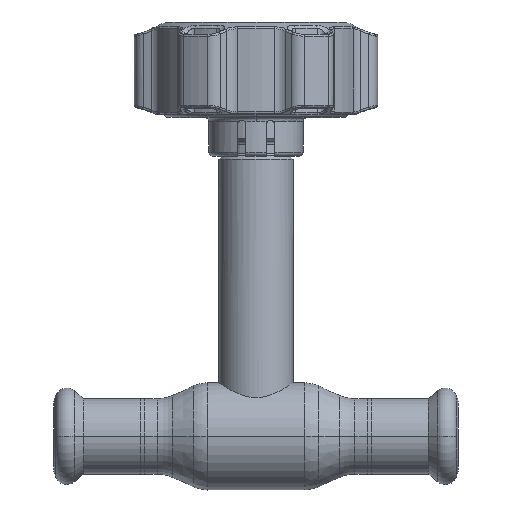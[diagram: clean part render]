
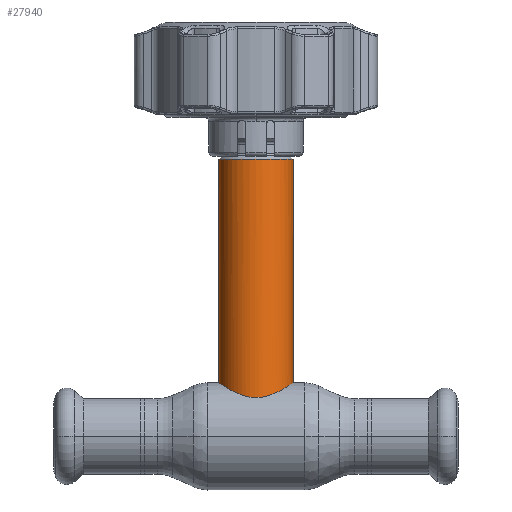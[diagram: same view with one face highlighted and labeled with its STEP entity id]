
A CAD part, top view. The second image highlights one B-rep face of the part: STEP entity #27940.
In plain terms, the highlighted cylindrical face has radius 9 mm (diameter 18 mm), a partial arc.
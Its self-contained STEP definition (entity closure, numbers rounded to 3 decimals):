
#111 = CARTESIAN_POINT ( 'NONE',  ( 9., 0., 0. ) ) ;
#725 = CARTESIAN_POINT ( 'NONE',  ( 8.985, 12.989, 0.61 ) ) ;
#902 = CARTESIAN_POINT ( 'NONE',  ( 8.922, 12.946, 1.22 ) ) ;
#1087 = CARTESIAN_POINT ( 'NONE',  ( 8.875, 12.914, 1.525 ) ) ;
#1202 = CYLINDRICAL_SURFACE ( 'NONE', #31225, 9. ) ;
#1975 = B_SPLINE_CURVE_WITH_KNOTS ( 'NONE', 3,
 ( #13613, #24941, #19282, #2432, #2625, #13791, #19465, #5547, #16724, #27918, #14824, #17583, #32260, #7133, #28783, #14129, #35004, #23055, #9850, #20864, #26370, #21037, #9325, #9516, #29162, #18299, #34292, #20696, #29535, #25309, #12061, #29350, #4202, #3841, #26005, #15385, #20498, #15006, #12249, #1087, #902, #725, #11883, #23243 ),
 .UNSPECIFIED., .F., .F.,
 ( 4, 2, 2, 2, 2, 2, 2, 2, 2, 2, 2, 2, 2, 2, 2, 2, 2, 2, 2, 2, 2, 4 ),
 ( 0., 0.002, 0.004, 0.005, 0.007, 0.009, 0.011, 0.012, 0.013, 0.014, 0.015, 0.016, 0.018, 0.019, 0.02, 0.022, 0.024, 0.025, 0.026, 0.027, 0.028, 0.029 ),
 .UNSPECIFIED. ) ;
#2432 = CARTESIAN_POINT ( 'NONE',  ( -8.694, 12.789, 2.406 ) ) ;
#2445 = AXIS2_PLACEMENT_3D ( 'NONE', #3226, #22998, #19871 ) ;
#2625 = CARTESIAN_POINT ( 'NONE',  ( -8.51, 12.665, 2.988 ) ) ;
#3226 = CARTESIAN_POINT ( 'NONE',  ( 0., 67.169, 0. ) ) ;
#3402 = DIRECTION ( 'NONE',  ( 0., -1., 0. ) ) ;
#3500 = EDGE_LOOP ( 'NONE', ( #33962, #5458, #26997, #22183 ) ) ;
#3841 = CARTESIAN_POINT ( 'NONE',  ( 7.597, 12.07, 4.835 ) ) ;
#4202 = CARTESIAN_POINT ( 'NONE',  ( 7.112, 11.769, 5.546 ) ) ;
#5458 = ORIENTED_EDGE ( 'NONE', *, *, #27743, .T. ) ;
#5547 = CARTESIAN_POINT ( 'NONE',  ( -7.11, 11.768, 5.549 ) ) ;
#5985 = LINE ( 'NONE', #111, #10034 ) ;
#7133 = CARTESIAN_POINT ( 'NONE',  ( -3.249, 9.924, 8.398 ) ) ;
#7613 = VECTOR ( 'NONE', #29405, 1000. ) ;
#7794 = DIRECTION ( 'NONE',  ( -1., 0., 0. ) ) ;
#8140 = DIRECTION ( 'NONE',  ( 0., -1., 0. ) ) ;
#9325 = CARTESIAN_POINT ( 'NONE',  ( 1.215, 9.441, 8.938 ) ) ;
#9516 = CARTESIAN_POINT ( 'NONE',  ( 2.405, 9.667, 8.694 ) ) ;
#9601 = VERTEX_POINT ( 'NONE', #34752 ) ;
#9850 = CARTESIAN_POINT ( 'NONE',  ( -1.227, 9.456, 8.921 ) ) ;
#10034 = VECTOR ( 'NONE', #3402, 1000. ) ;
#11883 = CARTESIAN_POINT ( 'NONE',  ( 9., 13., 0.305 ) ) ;
#12061 = CARTESIAN_POINT ( 'NONE',  ( 5.933, 11.095, 6.791 ) ) ;
#12249 = CARTESIAN_POINT ( 'NONE',  ( 8.691, 12.787, 2.417 ) ) ;
#13613 = CARTESIAN_POINT ( 'NONE',  ( -9., 13., 0. ) ) ;
#13791 = CARTESIAN_POINT ( 'NONE',  ( -8.046, 12.358, 4.075 ) ) ;
#13810 = EDGE_CURVE ( 'NONE', #20599, #9601, #26061, .T. ) ;
#14129 = CARTESIAN_POINT ( 'NONE',  ( -2.403, 9.68, 8.678 ) ) ;
#14824 = CARTESIAN_POINT ( 'NONE',  ( -5.494, 10.863, 7.151 ) ) ;
#15006 = CARTESIAN_POINT ( 'NONE',  ( 8.511, 12.665, 2.987 ) ) ;
#15250 = CARTESIAN_POINT ( 'NONE',  ( -9., 0., 0. ) ) ;
#15385 = CARTESIAN_POINT ( 'NONE',  ( 8.029, 12.347, 4.077 ) ) ;
#16582 = CARTESIAN_POINT ( 'NONE',  ( 0., 0., 0. ) ) ;
#16724 = CARTESIAN_POINT ( 'NONE',  ( -6.744, 11.549, 5.986 ) ) ;
#17066 = VERTEX_POINT ( 'NONE', #32743 ) ;
#17583 = CARTESIAN_POINT ( 'NONE',  ( -4.552, 10.419, 7.785 ) ) ;
#18299 = CARTESIAN_POINT ( 'NONE',  ( 3.778, 10.11, 8.174 ) ) ;
#19282 = CARTESIAN_POINT ( 'NONE',  ( -8.937, 12.956, 1.223 ) ) ;
#19465 = CARTESIAN_POINT ( 'NONE',  ( -7.764, 12.174, 4.589 ) ) ;
#19871 = DIRECTION ( 'NONE',  ( -1., 0., 0. ) ) ;
#20498 = CARTESIAN_POINT ( 'NONE',  ( 8.159, 12.433, 3.81 ) ) ;
#20599 = VERTEX_POINT ( 'NONE', #21473 ) ;
#20696 = CARTESIAN_POINT ( 'NONE',  ( 4.547, 10.422, 7.772 ) ) ;
#20864 = CARTESIAN_POINT ( 'NONE',  ( -0.618, 9.396, 8.984 ) ) ;
#21037 = CARTESIAN_POINT ( 'NONE',  ( 0.609, 9.381, 9. ) ) ;
#21324 = FACE_OUTER_BOUND ( 'NONE', #3500, .T. ) ;
#21473 = CARTESIAN_POINT ( 'NONE',  ( -9., 67.169, 0. ) ) ;
#22183 = ORIENTED_EDGE ( 'NONE', *, *, #29547, .T. ) ;
#22913 = VERTEX_POINT ( 'NONE', #28063 ) ;
#22998 = DIRECTION ( 'NONE',  ( 0., -1., 0. ) ) ;
#23055 = CARTESIAN_POINT ( 'NONE',  ( -1.526, 9.5, 8.875 ) ) ;
#23243 = CARTESIAN_POINT ( 'NONE',  ( 9., 13., 0. ) ) ;
#23583 = CIRCLE ( 'NONE', #2445, 9. ) ;
#24941 = CARTESIAN_POINT ( 'NONE',  ( -9., 13., 0.618 ) ) ;
#25309 = CARTESIAN_POINT ( 'NONE',  ( 5.496, 10.864, 7.15 ) ) ;
#26005 = CARTESIAN_POINT ( 'NONE',  ( 7.748, 12.166, 4.589 ) ) ;
#26061 = LINE ( 'NONE', #15250, #7613 ) ;
#26370 = CARTESIAN_POINT ( 'NONE',  ( -0.308, 9.381, 9. ) ) ;
#26997 = ORIENTED_EDGE ( 'NONE', *, *, #13810, .T. ) ;
#27743 = EDGE_CURVE ( 'NONE', #17066, #20599, #23583, .T. ) ;
#27747 = EDGE_CURVE ( 'NONE', #17066, #22913, #5985, .T. ) ;
#27918 = CARTESIAN_POINT ( 'NONE',  ( -5.938, 11.097, 6.787 ) ) ;
#27940 = ADVANCED_FACE ( 'NONE', ( #21324 ), #1202, .T. ) ;
#28063 = CARTESIAN_POINT ( 'NONE',  ( 9., 13., 0. ) ) ;
#28783 = CARTESIAN_POINT ( 'NONE',  ( -2.971, 9.836, 8.501 ) ) ;
#29162 = CARTESIAN_POINT ( 'NONE',  ( 2.969, 9.827, 8.516 ) ) ;
#29350 = CARTESIAN_POINT ( 'NONE',  ( 6.747, 11.55, 5.984 ) ) ;
#29405 = DIRECTION ( 'NONE',  ( 0., -1., 0. ) ) ;
#29535 = CARTESIAN_POINT ( 'NONE',  ( 4.79, 10.531, 7.625 ) ) ;
#29547 = EDGE_CURVE ( 'NONE', #9601, #22913, #1975, .T. ) ;
#31225 = AXIS2_PLACEMENT_3D ( 'NONE', #16582, #8140, #7794 ) ;
#32260 = CARTESIAN_POINT ( 'NONE',  ( -4.052, 10.206, 8.057 ) ) ;
#32743 = CARTESIAN_POINT ( 'NONE',  ( 9., 67.169, 0. ) ) ;
#33962 = ORIENTED_EDGE ( 'NONE', *, *, #27747, .F. ) ;
#34292 = CARTESIAN_POINT ( 'NONE',  ( 4.041, 10.212, 8.047 ) ) ;
#34752 = CARTESIAN_POINT ( 'NONE',  ( -9., 13., 0. ) ) ;
#35004 = CARTESIAN_POINT ( 'NONE',  ( -2.114, 9.612, 8.753 ) ) ;
